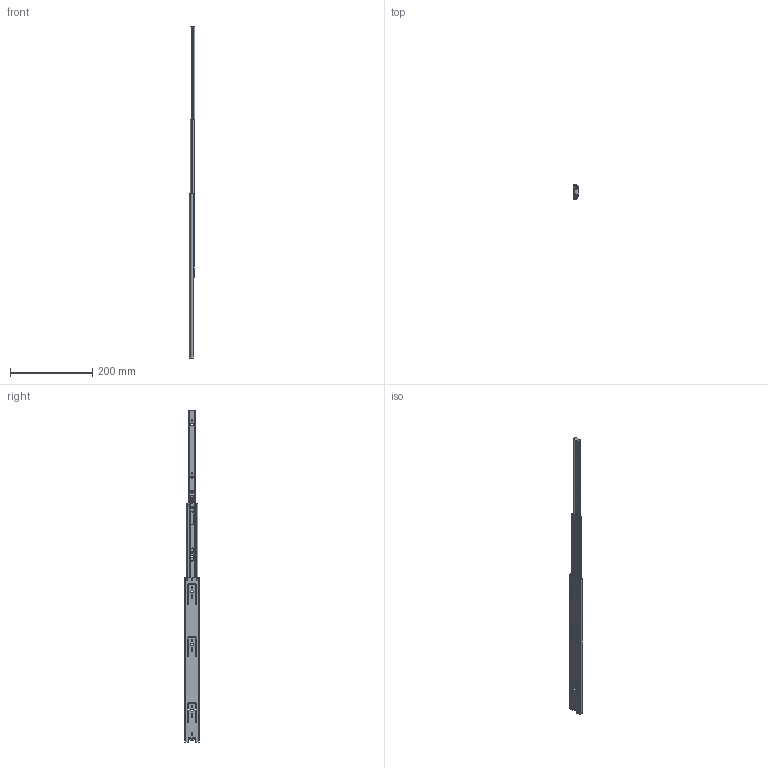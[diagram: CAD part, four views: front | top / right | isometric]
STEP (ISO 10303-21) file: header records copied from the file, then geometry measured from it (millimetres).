
FILE_DESCRIPTION (( 'STEP AP214' ), '1' );
FILE_NAME ('FR_5036_US.0400mm_0016inch_open.STEP', '2022-10-12T10:06:04', ( '' ), ( '' ), 'SwSTEP 2.0', 'SolidWorks 2020', '' );
FILE_SCHEMA (( 'AUTOMOTIVE_DESIGN' ));
Length unit declared in the file: millimetre
Products named in the file (10): 5035S MIDDLE STOP; 5036.XXX-02.T000_NL  400; 5036,XXX-03.T000_NL  400; 5036.XXX-03.T000_NL  400; 5036.XXX-01.T000_NL  400; 5036 DETENT; 5036,XXX-01.T000_NL  400; 5036 TRIGGER; FR_5036_US.0400mm_0016inch_open
Assembly tree (9 placements, depth 3):
  FR_5036_US.0400mm_0016inch_open
    5036.XXX-01.T000_NL  400
      5036,XXX-01.T000_NL  400
      5036 DETENT
    5036.XXX-03.T000_NL  400
      5036,XXX-03.T000_NL  400
      5036 TRIGGER
    5036.XXX-02.T000_NL  400
      5036.XXX-02.T000_NL  400
      5035S MIDDLE STOP
Bounding box: 12.7 x 35.98 x 806 mm (x, y, z)
Volume: 58824.5 mm3; surface area: 102372.7 mm2
Topology: 8 solids, 8 shells, 656 faces, 1750 edges, 1094 vertices
Faces by surface type: plane 415, cylinder 216, bspline 23, cone 2
Entity records: 21021 total; most frequent: CARTESIAN_POINT 4102, ORIENTED_EDGE 3484, DIRECTION 3426, EDGE_CURVE 1742, VECTOR 1202, LINE 1202, AXIS2_PLACEMENT_3D 1112, VERTEX_POINT 1094
